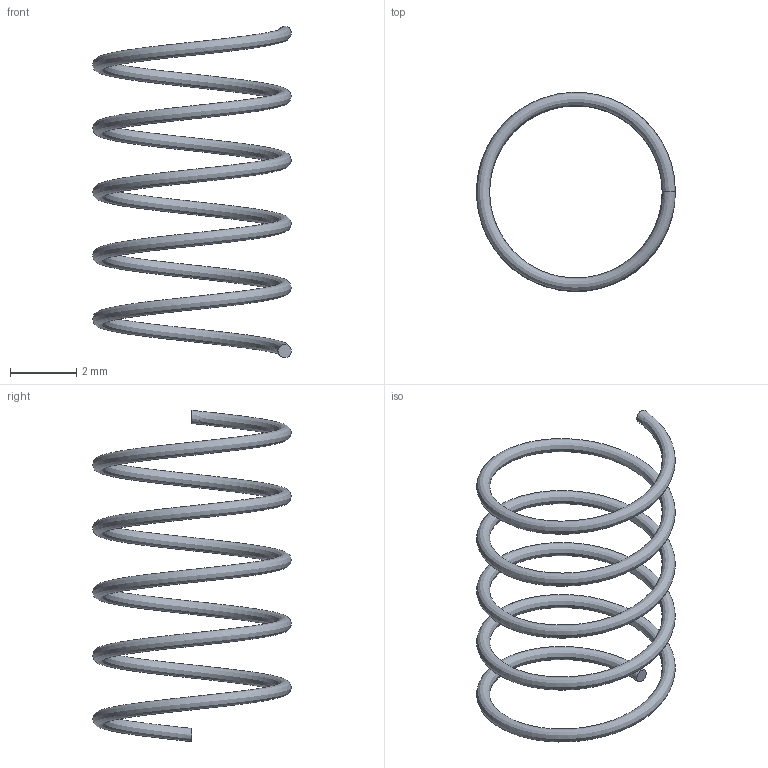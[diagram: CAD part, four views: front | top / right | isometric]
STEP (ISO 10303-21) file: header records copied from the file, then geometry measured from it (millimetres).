
FILE_DESCRIPTION(('STEP AP203'), '1');
FILE_NAME('Пружина 6х10х0,4', '', ('UNSPECIFIED'), ('UNSPECIFIED'), 'ASCON STEP Converter 1.6', 'ASCON Math Kernel', '');
FILE_SCHEMA(('CONFIG_CONTROL_DESIGN'));
Length unit declared in the file: millimetre
Bounding box: 6 x 6 x 10 mm (x, y, z)
Volume: 11.1 mm3; surface area: 111.1 mm2
Topology: 1 solids, 1 shells, 3 faces, 5 edges, 6 vertices
Faces by surface type: plane 2, bspline 1
Entity records: 3010 total; most frequent: CARTESIAN_POINT 2888, DIRECTION 10, COLOUR_RGB 6, PRESENTATION_STYLE_ASSIGNMENT 6, STYLED_ITEM 6, AXIS2_PLACEMENT_3D 5, FILL_AREA_STYLE_COLOUR 4, FILL_AREA_STYLE 4
